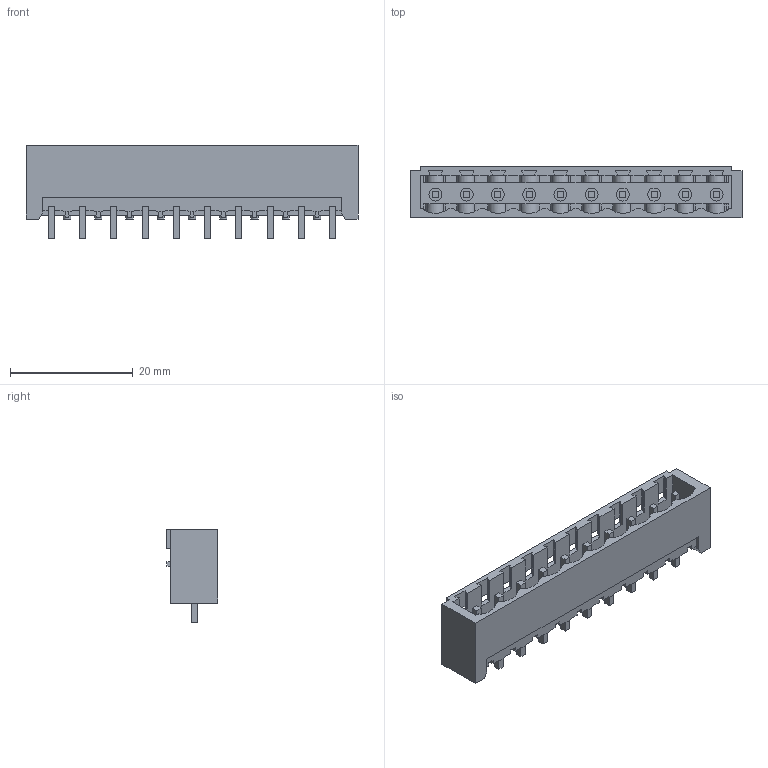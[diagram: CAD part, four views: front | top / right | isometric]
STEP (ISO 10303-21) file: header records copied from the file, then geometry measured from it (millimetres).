
FILE_DESCRIPTION(('CATIA V5 STEP Exchange','CAx-IF Rec.Pracs.--- Model Styling and Organization---1.2---2011-12-15'),'2;1');
FILE_NAME ('D1457025_0', '2018-03-21T10:14:09+00:00', ('none'), ('Weidmueller'), 'CATIA Version 5-6 Release 2014', 'CATIA V5 STEP AP214', 'none');
FILE_SCHEMA(('AUTOMOTIVE_DESIGN { 1 0 10303 214 1 1 1 1 }'));
Length unit declared in the file: millimetre
Products named in the file (1): 1838290000
Bounding box: 54 x 8.43 x 15.2 mm (x, y, z)
Volume: 2054.4 mm3; surface area: 4624.4 mm2
Topology: 11 solids, 11 shells, 590 faces, 1872 edges, 1286 vertices
Faces by surface type: plane 487, cylinder 93, extrusion 10
Entity records: 21108 total; most frequent: CARTESIAN_POINT 4743, ORIENTED_EDGE 3744, DIRECTION 2845, EDGE_CURVE 1872, VECTOR 1516, LINE 1506, VERTEX_POINT 1286, AXIS2_PLACEMENT_3D 749
